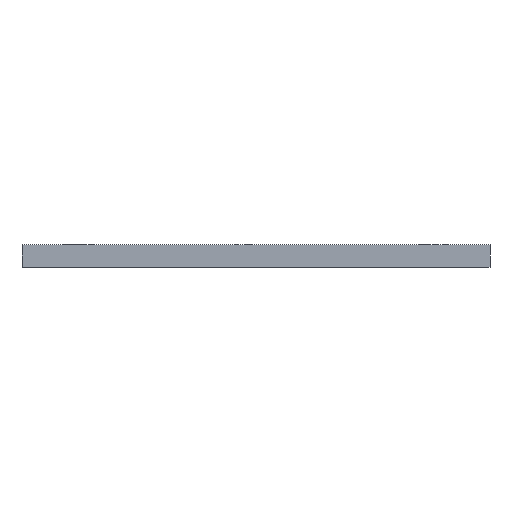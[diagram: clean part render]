
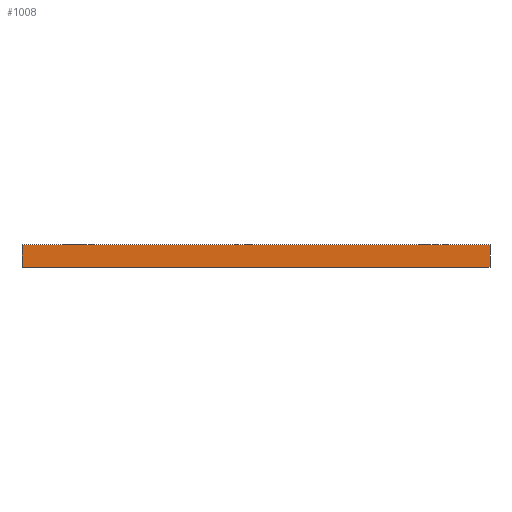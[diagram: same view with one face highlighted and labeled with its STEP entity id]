
A CAD part, front view. The second image highlights one B-rep face of the part: STEP entity #1008.
In plain terms, the highlighted free-form (B-spline) face has degree [1, 1] with [2, 2] control points.
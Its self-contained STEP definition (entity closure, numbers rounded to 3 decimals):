
#22 = ORIENTED_EDGE ( 'NONE', *, *, #161, .T. ) ;
#23 = CARTESIAN_POINT ( 'NONE',  ( -20891.629, -28180.721, 0. ) ) ;
#89 = B_SPLINE_CURVE_WITH_KNOTS ( 'NONE', 1,
 ( #915, #815 ),
 .UNSPECIFIED., .F., .F.,
 ( 2, 2 ),
 ( 0., 1. ),
 .UNSPECIFIED. ) ;
#139 = CARTESIAN_POINT ( 'NONE',  ( -20891.629, -28180.721, -12. ) ) ;
#161 = EDGE_CURVE ( 'NONE', #643, #1265, #1111, .T. ) ;
#167 = ORIENTED_EDGE ( 'NONE', *, *, #1507, .F. ) ;
#191 = CARTESIAN_POINT ( 'NONE',  ( -20891.629, -28180.721, -12. ) ) ;
#240 = CARTESIAN_POINT ( 'NONE',  ( -21141.629, -28180.721, 0. ) ) ;
#254 = ORIENTED_EDGE ( 'NONE', *, *, #1122, .F. ) ;
#296 = B_SPLINE_CURVE_WITH_KNOTS ( 'NONE', 1,
 ( #191, #550 ),
 .UNSPECIFIED., .F., .F.,
 ( 2, 2 ),
 ( 0., 1. ),
 .UNSPECIFIED. ) ;
#460 = FACE_OUTER_BOUND ( 'NONE', #833, .T. ) ;
#550 = CARTESIAN_POINT ( 'NONE',  ( -21141.629, -28180.721, -12. ) ) ;
#587 = CARTESIAN_POINT ( 'NONE',  ( -20891.629, -28180.721, 0. ) ) ;
#593 = B_SPLINE_CURVE_WITH_KNOTS ( 'NONE', 1,
 ( #611, #23 ),
 .UNSPECIFIED., .F., .F.,
 ( 2, 2 ),
 ( 0., 1. ),
 .UNSPECIFIED. ) ;
#611 = CARTESIAN_POINT ( 'NONE',  ( -21141.629, -28180.721, 0. ) ) ;
#643 = VERTEX_POINT ( 'NONE', #1428 ) ;
#705 = CARTESIAN_POINT ( 'NONE',  ( -21141.629, -28180.721, -12. ) ) ;
#809 = CARTESIAN_POINT ( 'NONE',  ( -20891.629, -28180.721, 0. ) ) ;
#815 = CARTESIAN_POINT ( 'NONE',  ( -20891.629, -28180.721, -12. ) ) ;
#833 = EDGE_LOOP ( 'NONE', ( #22, #1057, #167, #254 ) ) ;
#858 = EDGE_CURVE ( 'NONE', #1171, #1265, #296, .T. ) ;
#915 = CARTESIAN_POINT ( 'NONE',  ( -20891.629, -28180.721, 0. ) ) ;
#1008 = ADVANCED_FACE ( 'NONE', ( #460 ), #1219, .F. ) ;
#1025 = VERTEX_POINT ( 'NONE', #809 ) ;
#1053 = CARTESIAN_POINT ( 'NONE',  ( -20891.629, -28180.721, -12. ) ) ;
#1057 = ORIENTED_EDGE ( 'NONE', *, *, #858, .F. ) ;
#1111 = B_SPLINE_CURVE_WITH_KNOTS ( 'NONE', 1,
 ( #240, #1514 ),
 .UNSPECIFIED., .F., .F.,
 ( 2, 2 ),
 ( 0., 1. ),
 .UNSPECIFIED. ) ;
#1122 = EDGE_CURVE ( 'NONE', #643, #1025, #593, .T. ) ;
#1166 = CARTESIAN_POINT ( 'NONE',  ( -21141.629, -28180.721, 0. ) ) ;
#1171 = VERTEX_POINT ( 'NONE', #139 ) ;
#1219 = B_SPLINE_SURFACE_WITH_KNOTS ( 'NONE', 1, 1, ( 
 ( #587, #1166 ),
 ( #1053, #705 ) ),
 .UNSPECIFIED., .F., .F., .F.,
 ( 2, 2 ),
 ( 2, 2 ),
 ( 0., 1. ),
 ( 0., 1. ),
 .UNSPECIFIED. ) ;
#1265 = VERTEX_POINT ( 'NONE', #1275 ) ;
#1275 = CARTESIAN_POINT ( 'NONE',  ( -21141.629, -28180.721, -12. ) ) ;
#1428 = CARTESIAN_POINT ( 'NONE',  ( -21141.629, -28180.721, 0. ) ) ;
#1507 = EDGE_CURVE ( 'NONE', #1025, #1171, #89, .T. ) ;
#1514 = CARTESIAN_POINT ( 'NONE',  ( -21141.629, -28180.721, -12. ) ) ;
